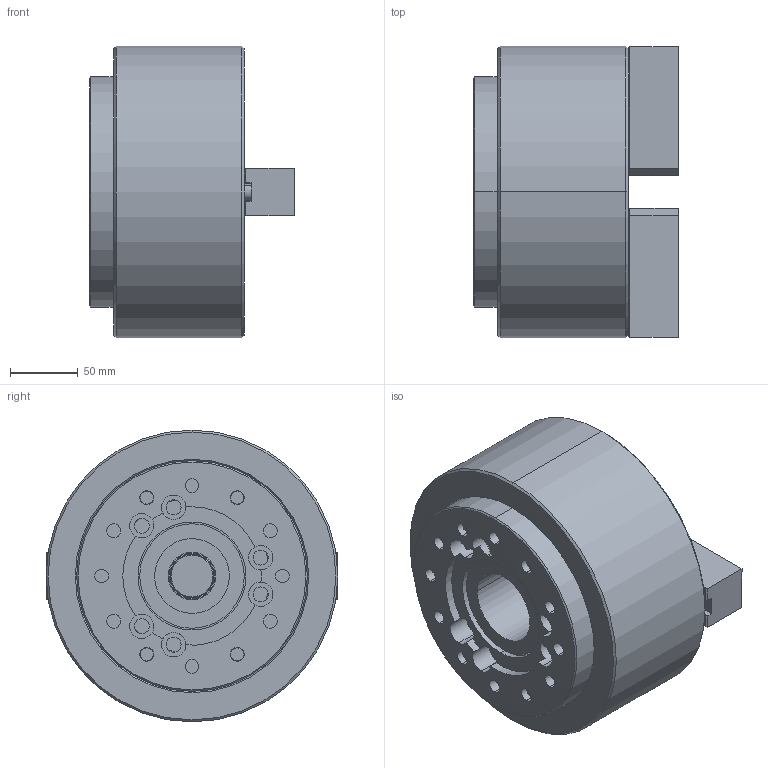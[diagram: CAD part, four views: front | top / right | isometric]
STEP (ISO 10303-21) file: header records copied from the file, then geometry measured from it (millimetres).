
FILE_DESCRIPTION (( 'STEP AP203' ), '1' );
FILE_NAME ('CF-2L-208A5.STEP', '2019-12-19T01:12:20', ( 'temp' ), ( '' ), 'SwSTEP 2.0', 'SolidWorks 2016', '' );
FILE_SCHEMA (( 'CONFIG_CONTROL_DESIGN' ));
Length unit declared in the file: millimetre
Products named in the file (10): 圓頭內六角螺栓_M12x95; CF-2L-208-01000; 3L-08-14000-A5法蘭; CF-2L-208-02000; CF-2L-208A5; CF-2L-208-05000; CF-2L-208-10000; 圓頭內六角螺栓_M12x30; 半圓頭六角孔螺栓_M5x8; SJ-08
Assembly tree (19 placements, depth 2):
  CF-2L-208A5
    CF-2L-208-01000
    CF-2L-208-02000
    CF-2L-208-05000
    CF-2L-208-10000
    圓頭內六角螺栓_M12x30  x4
    半圓頭六角孔螺栓_M5x8  x4
    SJ-08  x2
    圓頭內六角螺栓_M12x95  x4
    3L-08-14000-A5法蘭
Bounding box: 151 x 215 x 215 mm (x, y, z)
Volume: 3598905.1 mm3; surface area: 387039.3 mm2
Topology: 19 solids, 19 shells, 1623 faces, 4461 edges, 2888 vertices
Faces by surface type: plane 1010, cylinder 473, cone 126, torus 14
Entity records: 28487 total; most frequent: CARTESIAN_POINT 5534, ORIENTED_EDGE 4686, DIRECTION 4315, EDGE_CURVE 2343, LINE 1635, VECTOR 1635, VERTEX_POINT 1535, AXIS2_PLACEMENT_3D 1340
